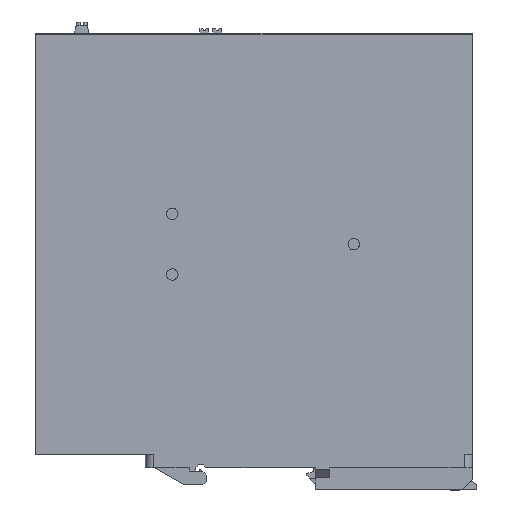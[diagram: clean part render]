
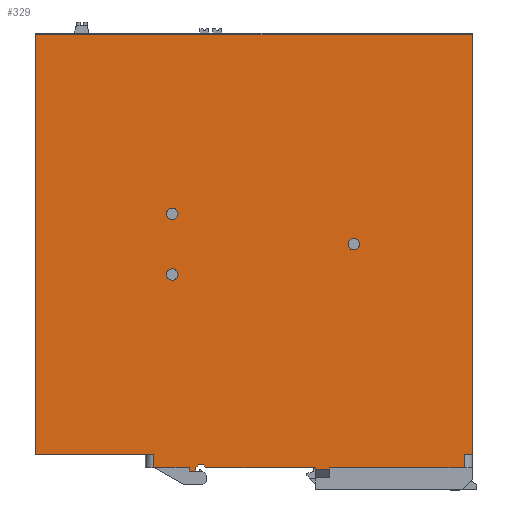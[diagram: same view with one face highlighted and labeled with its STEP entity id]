
A CAD part, left-side view. The second image highlights one B-rep face of the part: STEP entity #329.
In plain terms, the highlighted planar face has unit normal (-1, 0, 0).
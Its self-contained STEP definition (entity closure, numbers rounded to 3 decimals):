
#131=AXIS2_PLACEMENT_3D('Plane Axis2P3D',#128,#129,#130) ;
#195=AXIS2_PLACEMENT_3D('Circle Axis2P3D',#193,#194,$) ;
#277=AXIS2_PLACEMENT_3D('Circle Axis2P3D',#275,#276,$) ;
#286=AXIS2_PLACEMENT_3D('Circle Axis2P3D',#284,#285,$) ;
#295=AXIS2_PLACEMENT_3D('Circle Axis2P3D',#293,#294,$) ;
#304=AXIS2_PLACEMENT_3D('Circle Axis2P3D',#302,#303,$) ;
#313=AXIS2_PLACEMENT_3D('Circle Axis2P3D',#311,#312,$) ;
#322=AXIS2_PLACEMENT_3D('Circle Axis2P3D',#320,#321,$) ;
#37=CARTESIAN_POINT('Line Origine',(0.,113.6,10.65)) ;
#41=CARTESIAN_POINT('Vertex',(0.,96.,10.65)) ;
#43=CARTESIAN_POINT('Vertex',(0.,131.2,10.65)) ;
#128=CARTESIAN_POINT('Axis2P3D Location',(0.,131.2,115.65)) ;
#133=CARTESIAN_POINT('Line Origine',(0.,1.2,73.15)) ;
#137=CARTESIAN_POINT('Vertex',(0.,1.2,10.65)) ;
#139=CARTESIAN_POINT('Vertex',(0.,1.2,135.65)) ;
#142=CARTESIAN_POINT('Line Origine',(0.,66.2,135.65)) ;
#146=CARTESIAN_POINT('Vertex',(0.,131.2,135.65)) ;
#149=CARTESIAN_POINT('Line Origine',(0.,131.2,73.15)) ;
#154=CARTESIAN_POINT('Line Origine',(0.,96.,8.65)) ;
#158=CARTESIAN_POINT('Vertex',(0.,96.,6.65)) ;
#161=CARTESIAN_POINT('Line Origine',(0.,90.75,6.65)) ;
#165=CARTESIAN_POINT('Vertex',(0.,85.5,6.65)) ;
#169=CARTESIAN_POINT('Control Point',(0.,85.5,5.65)) ;
#170=CARTESIAN_POINT('Control Point',(0.,85.5,6.65)) ;
#171=CARTESIAN_POINT('Vertex',(0.,85.5,5.65)) ;
#175=CARTESIAN_POINT('Control Point',(0.,83.5,5.65)) ;
#176=CARTESIAN_POINT('Control Point',(0.,85.5,5.65)) ;
#177=CARTESIAN_POINT('Vertex',(0.,83.5,5.65)) ;
#181=CARTESIAN_POINT('Control Point',(0.,83.5,6.65)) ;
#182=CARTESIAN_POINT('Control Point',(0.,83.5,5.65)) ;
#183=CARTESIAN_POINT('Vertex',(0.,83.5,6.65)) ;
#186=CARTESIAN_POINT('Line Origine',(0.,83.104,7.046)) ;
#190=CARTESIAN_POINT('Vertex',(0.,82.707,7.443)) ;
#193=CARTESIAN_POINT('Axis2P3D Location',(0.,82.,6.736)) ;
#197=CARTESIAN_POINT('Vertex',(0.,81.293,7.443)) ;
#200=CARTESIAN_POINT('Line Origine',(0.,80.896,7.046)) ;
#204=CARTESIAN_POINT('Vertex',(0.,80.5,6.65)) ;
#207=CARTESIAN_POINT('Line Origine',(0.,64.25,6.65)) ;
#211=CARTESIAN_POINT('Vertex',(0.,48.,6.65)) ;
#214=CARTESIAN_POINT('Line Origine',(0.,48.,6.4)) ;
#218=CARTESIAN_POINT('Vertex',(0.,48.,6.15)) ;
#221=CARTESIAN_POINT('Line Origine',(0.,45.85,6.15)) ;
#225=CARTESIAN_POINT('Vertex',(0.,43.7,6.15)) ;
#228=CARTESIAN_POINT('Line Origine',(0.,43.7,6.4)) ;
#232=CARTESIAN_POINT('Vertex',(0.,43.7,6.65)) ;
#235=CARTESIAN_POINT('Line Origine',(0.,23.7,6.65)) ;
#239=CARTESIAN_POINT('Vertex',(0.,3.7,6.65)) ;
#242=CARTESIAN_POINT('Line Origine',(0.,3.7,8.65)) ;
#246=CARTESIAN_POINT('Vertex',(0.,3.7,10.65)) ;
#249=CARTESIAN_POINT('Line Origine',(0.,2.45,10.65)) ;
#275=CARTESIAN_POINT('Axis2P3D Location',(0.,90.5,64.15)) ;
#279=CARTESIAN_POINT('Vertex',(0.,88.8,64.15)) ;
#281=CARTESIAN_POINT('Vertex',(0.,92.2,64.15)) ;
#284=CARTESIAN_POINT('Axis2P3D Location',(0.,90.5,64.15)) ;
#293=CARTESIAN_POINT('Axis2P3D Location',(0.,36.5,73.15)) ;
#297=CARTESIAN_POINT('Vertex',(0.,34.8,73.15)) ;
#299=CARTESIAN_POINT('Vertex',(0.,38.2,73.15)) ;
#302=CARTESIAN_POINT('Axis2P3D Location',(0.,36.5,73.15)) ;
#311=CARTESIAN_POINT('Axis2P3D Location',(0.,90.5,82.15)) ;
#315=CARTESIAN_POINT('Vertex',(0.,92.2,82.15)) ;
#317=CARTESIAN_POINT('Vertex',(0.,88.8,82.15)) ;
#320=CARTESIAN_POINT('Axis2P3D Location',(0.,90.5,82.15)) ;
#38=DIRECTION('Vector Direction',(0.,1.,0.)) ;
#129=DIRECTION('Axis2P3D Direction',(-1.,0.,0.)) ;
#130=DIRECTION('Axis2P3D XDirection',(0.,-1.,0.)) ;
#134=DIRECTION('Vector Direction',(0.,0.,1.)) ;
#143=DIRECTION('Vector Direction',(0.,-1.,0.)) ;
#150=DIRECTION('Vector Direction',(0.,0.,1.)) ;
#155=DIRECTION('Vector Direction',(0.,0.,1.)) ;
#162=DIRECTION('Vector Direction',(0.,-1.,0.)) ;
#187=DIRECTION('Vector Direction',(0.,-0.707,0.707)) ;
#194=DIRECTION('Axis2P3D Direction',(-1.,0.,0.)) ;
#201=DIRECTION('Vector Direction',(0.,0.707,0.707)) ;
#208=DIRECTION('Vector Direction',(0.,-1.,0.)) ;
#215=DIRECTION('Vector Direction',(0.,0.,1.)) ;
#222=DIRECTION('Vector Direction',(0.,-1.,0.)) ;
#229=DIRECTION('Vector Direction',(0.,0.,1.)) ;
#236=DIRECTION('Vector Direction',(0.,-1.,0.)) ;
#243=DIRECTION('Vector Direction',(0.,0.,1.)) ;
#250=DIRECTION('Vector Direction',(0.,1.,0.)) ;
#276=DIRECTION('Axis2P3D Direction',(-1.,0.,0.)) ;
#285=DIRECTION('Axis2P3D Direction',(-1.,0.,0.)) ;
#294=DIRECTION('Axis2P3D Direction',(-1.,0.,0.)) ;
#303=DIRECTION('Axis2P3D Direction',(-1.,0.,0.)) ;
#312=DIRECTION('Axis2P3D Direction',(-1.,0.,0.)) ;
#321=DIRECTION('Axis2P3D Direction',(-1.,0.,0.)) ;
#39=VECTOR('Line Direction',#38,1.) ;
#135=VECTOR('Line Direction',#134,1.) ;
#144=VECTOR('Line Direction',#143,1.) ;
#151=VECTOR('Line Direction',#150,1.) ;
#156=VECTOR('Line Direction',#155,1.) ;
#163=VECTOR('Line Direction',#162,1.) ;
#188=VECTOR('Line Direction',#187,1.) ;
#202=VECTOR('Line Direction',#201,1.) ;
#209=VECTOR('Line Direction',#208,1.) ;
#216=VECTOR('Line Direction',#215,1.) ;
#223=VECTOR('Line Direction',#222,1.) ;
#230=VECTOR('Line Direction',#229,1.) ;
#237=VECTOR('Line Direction',#236,1.) ;
#244=VECTOR('Line Direction',#243,1.) ;
#251=VECTOR('Line Direction',#250,1.) ;
#255=ORIENTED_EDGE('',*,*,#141,.T.) ;
#256=ORIENTED_EDGE('',*,*,#148,.F.) ;
#257=ORIENTED_EDGE('',*,*,#153,.F.) ;
#258=ORIENTED_EDGE('',*,*,#45,.F.) ;
#259=ORIENTED_EDGE('',*,*,#160,.F.) ;
#260=ORIENTED_EDGE('',*,*,#167,.T.) ;
#261=ORIENTED_EDGE('',*,*,#173,.T.) ;
#262=ORIENTED_EDGE('',*,*,#179,.T.) ;
#263=ORIENTED_EDGE('',*,*,#185,.T.) ;
#264=ORIENTED_EDGE('',*,*,#192,.T.) ;
#265=ORIENTED_EDGE('',*,*,#199,.T.) ;
#266=ORIENTED_EDGE('',*,*,#206,.F.) ;
#267=ORIENTED_EDGE('',*,*,#213,.T.) ;
#268=ORIENTED_EDGE('',*,*,#220,.T.) ;
#269=ORIENTED_EDGE('',*,*,#227,.T.) ;
#270=ORIENTED_EDGE('',*,*,#234,.T.) ;
#271=ORIENTED_EDGE('',*,*,#241,.T.) ;
#272=ORIENTED_EDGE('',*,*,#248,.T.) ;
#273=ORIENTED_EDGE('',*,*,#253,.F.) ;
#290=ORIENTED_EDGE('',*,*,#283,.F.) ;
#291=ORIENTED_EDGE('',*,*,#288,.F.) ;
#308=ORIENTED_EDGE('',*,*,#301,.F.) ;
#309=ORIENTED_EDGE('',*,*,#306,.F.) ;
#326=ORIENTED_EDGE('',*,*,#319,.F.) ;
#327=ORIENTED_EDGE('',*,*,#324,.F.) ;
#292=FACE_BOUND('',#289,.T.) ;
#310=FACE_BOUND('',#307,.T.) ;
#328=FACE_BOUND('',#325,.T.) ;
#329=ADVANCED_FACE('GEHAEUSE',(#274,#292,#310,#328),#132,.T.) ;
#168=B_SPLINE_CURVE_WITH_KNOTS('',1,(#169,#170),.UNSPECIFIED.,.F.,.U.,(2,2),(0.,1.),.UNSPECIFIED.) ;
#174=B_SPLINE_CURVE_WITH_KNOTS('',1,(#175,#176),.UNSPECIFIED.,.F.,.U.,(2,2),(0.,2.),.UNSPECIFIED.) ;
#180=B_SPLINE_CURVE_WITH_KNOTS('',1,(#181,#182),.UNSPECIFIED.,.F.,.U.,(2,2),(0.,1.),.UNSPECIFIED.) ;
#196=CIRCLE('generated circle',#195,1.) ;
#278=CIRCLE('generated circle',#277,1.7) ;
#287=CIRCLE('generated circle',#286,1.7) ;
#296=CIRCLE('generated circle',#295,1.7) ;
#305=CIRCLE('generated circle',#304,1.7) ;
#314=CIRCLE('generated circle',#313,1.7) ;
#323=CIRCLE('generated circle',#322,1.7) ;
#45=EDGE_CURVE('',#42,#44,#40,.T.) ;
#141=EDGE_CURVE('',#138,#140,#136,.T.) ;
#148=EDGE_CURVE('',#147,#140,#145,.T.) ;
#153=EDGE_CURVE('',#44,#147,#152,.T.) ;
#160=EDGE_CURVE('',#159,#42,#157,.T.) ;
#167=EDGE_CURVE('',#159,#166,#164,.T.) ;
#173=EDGE_CURVE('',#166,#172,#168,.F.) ;
#179=EDGE_CURVE('',#172,#178,#174,.F.) ;
#185=EDGE_CURVE('',#178,#184,#180,.F.) ;
#192=EDGE_CURVE('',#184,#191,#189,.T.) ;
#199=EDGE_CURVE('',#191,#198,#196,.F.) ;
#206=EDGE_CURVE('',#205,#198,#203,.T.) ;
#213=EDGE_CURVE('',#205,#212,#210,.T.) ;
#220=EDGE_CURVE('',#212,#219,#217,.F.) ;
#227=EDGE_CURVE('',#219,#226,#224,.T.) ;
#234=EDGE_CURVE('',#226,#233,#231,.T.) ;
#241=EDGE_CURVE('',#233,#240,#238,.T.) ;
#248=EDGE_CURVE('',#240,#247,#245,.T.) ;
#253=EDGE_CURVE('',#138,#247,#252,.T.) ;
#283=EDGE_CURVE('',#280,#282,#278,.T.) ;
#288=EDGE_CURVE('',#282,#280,#287,.T.) ;
#301=EDGE_CURVE('',#298,#300,#296,.T.) ;
#306=EDGE_CURVE('',#300,#298,#305,.T.) ;
#319=EDGE_CURVE('',#316,#318,#314,.T.) ;
#324=EDGE_CURVE('',#318,#316,#323,.T.) ;
#254=EDGE_LOOP('',(#255,#256,#257,#258,#259,#260,#261,#262,#263,#264,#265,#266,#267,#268,#269,#270,#271,#272,#273)) ;
#289=EDGE_LOOP('',(#290,#291)) ;
#307=EDGE_LOOP('',(#308,#309)) ;
#325=EDGE_LOOP('',(#326,#327)) ;
#274=FACE_OUTER_BOUND('',#254,.T.) ;
#40=LINE('Line',#37,#39) ;
#136=LINE('Line',#133,#135) ;
#145=LINE('Line',#142,#144) ;
#152=LINE('Line',#149,#151) ;
#157=LINE('Line',#154,#156) ;
#164=LINE('Line',#161,#163) ;
#189=LINE('Line',#186,#188) ;
#203=LINE('Line',#200,#202) ;
#210=LINE('Line',#207,#209) ;
#217=LINE('Line',#214,#216) ;
#224=LINE('Line',#221,#223) ;
#231=LINE('Line',#228,#230) ;
#238=LINE('Line',#235,#237) ;
#245=LINE('Line',#242,#244) ;
#252=LINE('Line',#249,#251) ;
#132=PLANE('',#131) ;
#42=VERTEX_POINT('',#41) ;
#44=VERTEX_POINT('',#43) ;
#138=VERTEX_POINT('',#137) ;
#140=VERTEX_POINT('',#139) ;
#147=VERTEX_POINT('',#146) ;
#159=VERTEX_POINT('',#158) ;
#166=VERTEX_POINT('',#165) ;
#172=VERTEX_POINT('',#171) ;
#178=VERTEX_POINT('',#177) ;
#184=VERTEX_POINT('',#183) ;
#191=VERTEX_POINT('',#190) ;
#198=VERTEX_POINT('',#197) ;
#205=VERTEX_POINT('',#204) ;
#212=VERTEX_POINT('',#211) ;
#219=VERTEX_POINT('',#218) ;
#226=VERTEX_POINT('',#225) ;
#233=VERTEX_POINT('',#232) ;
#240=VERTEX_POINT('',#239) ;
#247=VERTEX_POINT('',#246) ;
#280=VERTEX_POINT('',#279) ;
#282=VERTEX_POINT('',#281) ;
#298=VERTEX_POINT('',#297) ;
#300=VERTEX_POINT('',#299) ;
#316=VERTEX_POINT('',#315) ;
#318=VERTEX_POINT('',#317) ;
